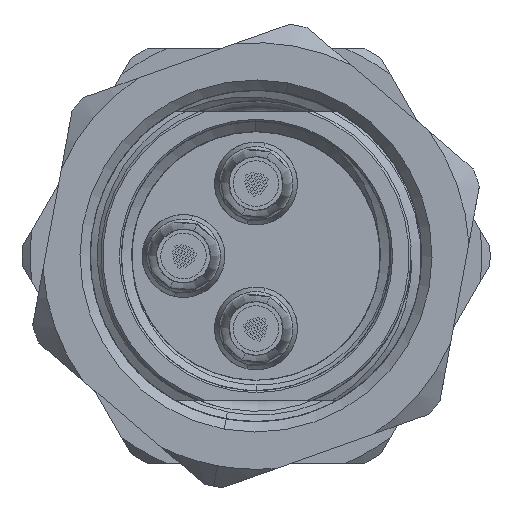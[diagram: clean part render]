
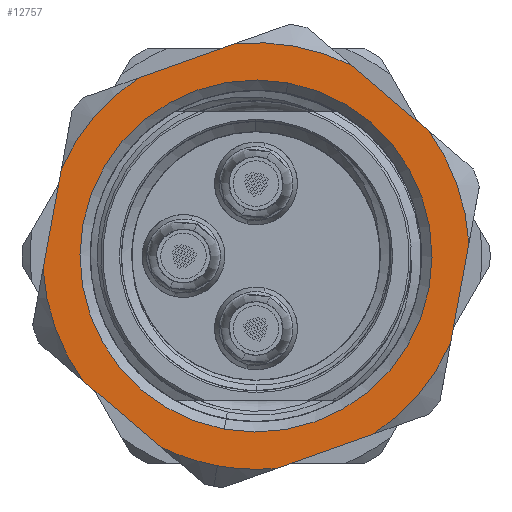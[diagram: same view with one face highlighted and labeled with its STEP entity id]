
A CAD part, left-side view. The second image highlights one B-rep face of the part: STEP entity #12757.
In plain terms, the highlighted planar face has unit normal (-1, 0, 0).
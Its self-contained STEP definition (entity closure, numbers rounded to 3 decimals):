
#575 = LINE ( 'NONE', #20836, #2256 ) ;
#887 = CARTESIAN_POINT ( 'NONE',  ( -1., 0., 4.25 ) ) ;
#1034 = ORIENTED_EDGE ( 'NONE', *, *, #3788, .F. ) ;
#1288 = VERTEX_POINT ( 'NONE', #49492 ) ;
#1556 = CARTESIAN_POINT ( 'NONE',  ( -1., 0., 0. ) ) ;
#1652 = CARTESIAN_POINT ( 'NONE',  ( -1., 0., 0. ) ) ;
#1920 = DIRECTION ( 'NONE',  ( 0., 0., -1. ) ) ;
#1927 = ORIENTED_EDGE ( 'NONE', *, *, #37576, .T. ) ;
#2256 = VECTOR ( 'NONE', #33563, 1000. ) ;
#2560 = ORIENTED_EDGE ( 'NONE', *, *, #11936, .F. ) ;
#3664 = CIRCLE ( 'NONE', #35626, 5.15 ) ;
#3788 = EDGE_CURVE ( 'NONE', #40313, #15311, #36937, .T. ) ;
#4149 = CARTESIAN_POINT ( 'NONE',  ( -1., 0., 0. ) ) ;
#5425 = CIRCLE ( 'NONE', #38222, 5.15 ) ;
#5706 = PLANE ( 'NONE',  #28509 ) ;
#5778 = CARTESIAN_POINT ( 'NONE',  ( -1., 5., -1.234 ) ) ;
#5838 = EDGE_CURVE ( 'NONE', #16643, #53437, #35304, .T. ) ;
#6188 = VERTEX_POINT ( 'NONE', #887 ) ;
#6195 = CIRCLE ( 'NONE', #38083, 4.25 ) ;
#6252 = DIRECTION ( 'NONE',  ( 1., 0., 0. ) ) ;
#6303 = VECTOR ( 'NONE', #46884, 1000. ) ;
#6532 = DIRECTION ( 'NONE',  ( 0., 0., -1. ) ) ;
#6558 = DIRECTION ( 'NONE',  ( -1., 0., 0. ) ) ;
#7783 = DIRECTION ( 'NONE',  ( -1., 0., 0. ) ) ;
#8308 = CIRCLE ( 'NONE', #11786, 5.15 ) ;
#8480 = DIRECTION ( 'NONE',  ( 0., 0., -1. ) ) ;
#9149 = ORIENTED_EDGE ( 'NONE', *, *, #16554, .T. ) ;
#9653 = EDGE_CURVE ( 'NONE', #26911, #37185, #19938, .T. ) ;
#9962 = ORIENTED_EDGE ( 'NONE', *, *, #27930, .T. ) ;
#10998 = CARTESIAN_POINT ( 'NONE',  ( -1., 0., 0. ) ) ;
#11444 = VERTEX_POINT ( 'NONE', #39173 ) ;
#11707 = CARTESIAN_POINT ( 'NONE',  ( -1., 5., 1.234 ) ) ;
#11786 = AXIS2_PLACEMENT_3D ( 'NONE', #48785, #45522, #8480 ) ;
#11936 = EDGE_CURVE ( 'NONE', #24863, #18281, #33060, .T. ) ;
#12580 = VECTOR ( 'NONE', #52888, 1000. ) ;
#12757 = ADVANCED_FACE ( 'NONE', ( #42736, #50837 ), #5706, .F. ) ;
#13095 = ORIENTED_EDGE ( 'NONE', *, *, #17714, .T. ) ;
#13552 = DIRECTION ( 'NONE',  ( 1., 0., 0. ) ) ;
#15311 = VERTEX_POINT ( 'NONE', #37320 ) ;
#15325 = CIRCLE ( 'NONE', #33436, 5.15 ) ;
#16554 = EDGE_CURVE ( 'NONE', #24863, #37185, #43794, .T. ) ;
#16643 = VERTEX_POINT ( 'NONE', #5778 ) ;
#17003 = AXIS2_PLACEMENT_3D ( 'NONE', #4149, #33891, #21986 ) ;
#17714 = EDGE_CURVE ( 'NONE', #26911, #53422, #15325, .T. ) ;
#18281 = VERTEX_POINT ( 'NONE', #23602 ) ;
#18417 = CARTESIAN_POINT ( 'NONE',  ( -1., 0., 0. ) ) ;
#18475 = LINE ( 'NONE', #51208, #6303 ) ;
#18725 = VECTOR ( 'NONE', #35813, 1000. ) ;
#19109 = DIRECTION ( 'NONE',  ( 0., 0., -1. ) ) ;
#19394 = VERTEX_POINT ( 'NONE', #22646 ) ;
#19727 = ORIENTED_EDGE ( 'NONE', *, *, #44963, .T. ) ;
#19864 = CIRCLE ( 'NONE', #26817, 5.15 ) ;
#19938 = LINE ( 'NONE', #36981, #25859 ) ;
#20373 = VERTEX_POINT ( 'NONE', #23046 ) ;
#20836 = CARTESIAN_POINT ( 'NONE',  ( -1., 0., 5.774 ) ) ;
#20972 = ORIENTED_EDGE ( 'NONE', *, *, #46331, .T. ) ;
#21149 = CARTESIAN_POINT ( 'NONE',  ( -1., -5., -2.887 ) ) ;
#21382 = CARTESIAN_POINT ( 'NONE',  ( -1., 3.569, 3.713 ) ) ;
#21445 = CARTESIAN_POINT ( 'NONE',  ( -1., -5., 1.234 ) ) ;
#21673 = EDGE_CURVE ( 'NONE', #16643, #1288, #19864, .T. ) ;
#21973 = DIRECTION ( 'NONE',  ( 0., 0.866, -0.5 ) ) ;
#21986 = DIRECTION ( 'NONE',  ( 0., 0., -1. ) ) ;
#22646 = CARTESIAN_POINT ( 'NONE',  ( -1., -1.431, 4.947 ) ) ;
#23046 = CARTESIAN_POINT ( 'NONE',  ( -1., 0., -5.15 ) ) ;
#23179 = DIRECTION ( 'NONE',  ( -1., 0., 0. ) ) ;
#23553 = DIRECTION ( 'NONE',  ( 0., 0., -1. ) ) ;
#23602 = CARTESIAN_POINT ( 'NONE',  ( -1., -1.431, -4.947 ) ) ;
#23879 = AXIS2_PLACEMENT_3D ( 'NONE', #44819, #7783, #24269 ) ;
#24269 = DIRECTION ( 'NONE',  ( 0., 0., -1. ) ) ;
#24863 = VERTEX_POINT ( 'NONE', #50670 ) ;
#25693 = DIRECTION ( 'NONE',  ( 0., 0., -1. ) ) ;
#25859 = VECTOR ( 'NONE', #31866, 1000. ) ;
#26817 = AXIS2_PLACEMENT_3D ( 'NONE', #26834, #6558, #23553 ) ;
#26834 = CARTESIAN_POINT ( 'NONE',  ( -1., 0., 0. ) ) ;
#26911 = VERTEX_POINT ( 'NONE', #21445 ) ;
#27035 = EDGE_CURVE ( 'NONE', #40185, #1288, #18475, .T. ) ;
#27065 = CARTESIAN_POINT ( 'NONE',  ( -1., 0., 0. ) ) ;
#27168 = ORIENTED_EDGE ( 'NONE', *, *, #5838, .F. ) ;
#27930 = EDGE_CURVE ( 'NONE', #20373, #18281, #5425, .T. ) ;
#28509 = AXIS2_PLACEMENT_3D ( 'NONE', #1652, #6252, #1920 ) ;
#30567 = ORIENTED_EDGE ( 'NONE', *, *, #27035, .F. ) ;
#30987 = CARTESIAN_POINT ( 'NONE',  ( -1., -3.569, 3.713 ) ) ;
#31051 = ORIENTED_EDGE ( 'NONE', *, *, #9653, .F. ) ;
#31866 = DIRECTION ( 'NONE',  ( 0., 0., -1. ) ) ;
#31882 = CIRCLE ( 'NONE', #44898, 4.25 ) ;
#33060 = LINE ( 'NONE', #21149, #51778 ) ;
#33290 = CARTESIAN_POINT ( 'NONE',  ( -1., 1.431, -4.947 ) ) ;
#33436 = AXIS2_PLACEMENT_3D ( 'NONE', #10998, #23179, #19109 ) ;
#33563 = DIRECTION ( 'NONE',  ( 0., -0.866, -0.5 ) ) ;
#33837 = DIRECTION ( 'NONE',  ( 0., 0., -1. ) ) ;
#33891 = DIRECTION ( 'NONE',  ( -1., 0., 0. ) ) ;
#34270 = ORIENTED_EDGE ( 'NONE', *, *, #21673, .T. ) ;
#34538 = DIRECTION ( 'NONE',  ( 0., 0., -1. ) ) ;
#35304 = LINE ( 'NONE', #51774, #18725 ) ;
#35626 = AXIS2_PLACEMENT_3D ( 'NONE', #27065, #43559, #6532 ) ;
#35813 = DIRECTION ( 'NONE',  ( 0., 0., 1. ) ) ;
#36123 = ORIENTED_EDGE ( 'NONE', *, *, #41704, .T. ) ;
#36185 = EDGE_CURVE ( 'NONE', #19394, #53422, #575, .T. ) ;
#36937 = LINE ( 'NONE', #45568, #12580 ) ;
#36981 = CARTESIAN_POINT ( 'NONE',  ( -1., -5., 2.887 ) ) ;
#37185 = VERTEX_POINT ( 'NONE', #41248 ) ;
#37320 = CARTESIAN_POINT ( 'NONE',  ( -1., 1.431, 4.947 ) ) ;
#37576 = EDGE_CURVE ( 'NONE', #19394, #15311, #8308, .T. ) ;
#38083 = AXIS2_PLACEMENT_3D ( 'NONE', #41674, #49487, #25693 ) ;
#38222 = AXIS2_PLACEMENT_3D ( 'NONE', #1556, #50738, #34538 ) ;
#38294 = EDGE_LOOP ( 'NONE', ( #27168, #34270, #30567, #51950, #9962, #2560, #9149, #31051, #13095, #52437, #1927, #1034, #20972 ) ) ;
#38296 = EDGE_LOOP ( 'NONE', ( #19727, #36123 ) ) ;
#39173 = CARTESIAN_POINT ( 'NONE',  ( -1., 0., -4.25 ) ) ;
#39193 = EDGE_CURVE ( 'NONE', #40185, #20373, #40337, .T. ) ;
#40185 = VERTEX_POINT ( 'NONE', #33290 ) ;
#40313 = VERTEX_POINT ( 'NONE', #21382 ) ;
#40337 = CIRCLE ( 'NONE', #17003, 5.15 ) ;
#41248 = CARTESIAN_POINT ( 'NONE',  ( -1., -5., -1.234 ) ) ;
#41674 = CARTESIAN_POINT ( 'NONE',  ( -1., 0., 0. ) ) ;
#41704 = EDGE_CURVE ( 'NONE', #11444, #6188, #31882, .T. ) ;
#42736 = FACE_BOUND ( 'NONE', #38296, .T. ) ;
#43559 = DIRECTION ( 'NONE',  ( -1., 0., 0. ) ) ;
#43794 = CIRCLE ( 'NONE', #23879, 5.15 ) ;
#44819 = CARTESIAN_POINT ( 'NONE',  ( -1., 0., 0. ) ) ;
#44898 = AXIS2_PLACEMENT_3D ( 'NONE', #18417, #13552, #33837 ) ;
#44963 = EDGE_CURVE ( 'NONE', #6188, #11444, #6195, .T. ) ;
#45522 = DIRECTION ( 'NONE',  ( -1., 0., 0. ) ) ;
#45568 = CARTESIAN_POINT ( 'NONE',  ( -1., 5., 2.887 ) ) ;
#46331 = EDGE_CURVE ( 'NONE', #40313, #53437, #3664, .T. ) ;
#46884 = DIRECTION ( 'NONE',  ( 0., 0.866, 0.5 ) ) ;
#48785 = CARTESIAN_POINT ( 'NONE',  ( -1., 0., 0. ) ) ;
#49487 = DIRECTION ( 'NONE',  ( 1., 0., 0. ) ) ;
#49492 = CARTESIAN_POINT ( 'NONE',  ( -1., 3.569, -3.713 ) ) ;
#50670 = CARTESIAN_POINT ( 'NONE',  ( -1., -3.569, -3.713 ) ) ;
#50738 = DIRECTION ( 'NONE',  ( -1., 0., 0. ) ) ;
#50837 = FACE_OUTER_BOUND ( 'NONE', #38294, .T. ) ;
#51208 = CARTESIAN_POINT ( 'NONE',  ( -1., 0., -5.774 ) ) ;
#51774 = CARTESIAN_POINT ( 'NONE',  ( -1., 5., -2.887 ) ) ;
#51778 = VECTOR ( 'NONE', #21973, 1000. ) ;
#51950 = ORIENTED_EDGE ( 'NONE', *, *, #39193, .T. ) ;
#52437 = ORIENTED_EDGE ( 'NONE', *, *, #36185, .F. ) ;
#52888 = DIRECTION ( 'NONE',  ( 0., -0.866, 0.5 ) ) ;
#53422 = VERTEX_POINT ( 'NONE', #30987 ) ;
#53437 = VERTEX_POINT ( 'NONE', #11707 ) ;
